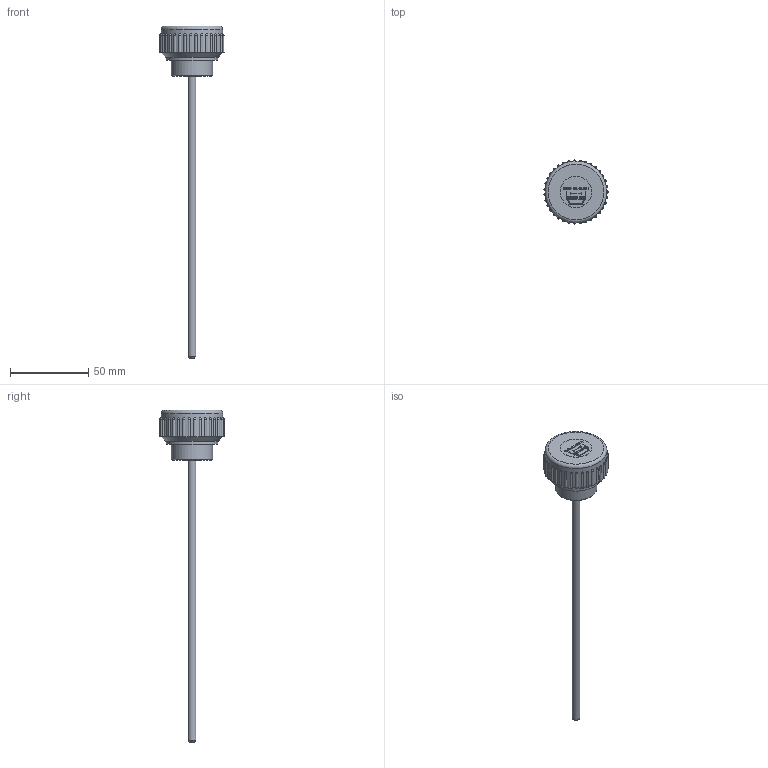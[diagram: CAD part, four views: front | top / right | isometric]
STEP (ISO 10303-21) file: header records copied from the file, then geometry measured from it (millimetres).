
FILE_DESCRIPTION( ( 'Unknown' ), '1' );
FILE_NAME( '6313040_TA4.stp', 'Unknown', ( 'Unknown' ), ( 'Unknown' ), 'PSStep 14.0', 'Unknown', ' ' );
FILE_SCHEMA( ( 'AUTOMOTIVE_DESIGN { 1 0 10303 214 1 1 1 1 }' ) );
Length unit declared in the file: millimetre
Products named in the file (1): 6313045
Bounding box: 40.92 x 40.96 x 212 mm (x, y, z)
Volume: 34907.7 mm3; surface area: 9144.8 mm2
Topology: 1 solids, 6 shells, 263 faces, 695 edges, 429 vertices
Faces by surface type: plane 162, cylinder 49, sphere 35, extrusion 8, cone 8, torus 1
Full cylindrical faces by diameter (mm): 5 x6, 20 x1, 26.441 x1, 33 x1, 39.5 x1
Entity records: 10259 total; most frequent: CARTESIAN_POINT 2187, DIRECTION 1233, ORIENTED_EDGE 1176, EDGE_CURVE 588, AXIS2_PLACEMENT_3D 432, VERTEX_POINT 382, VECTOR 369, LINE 361
